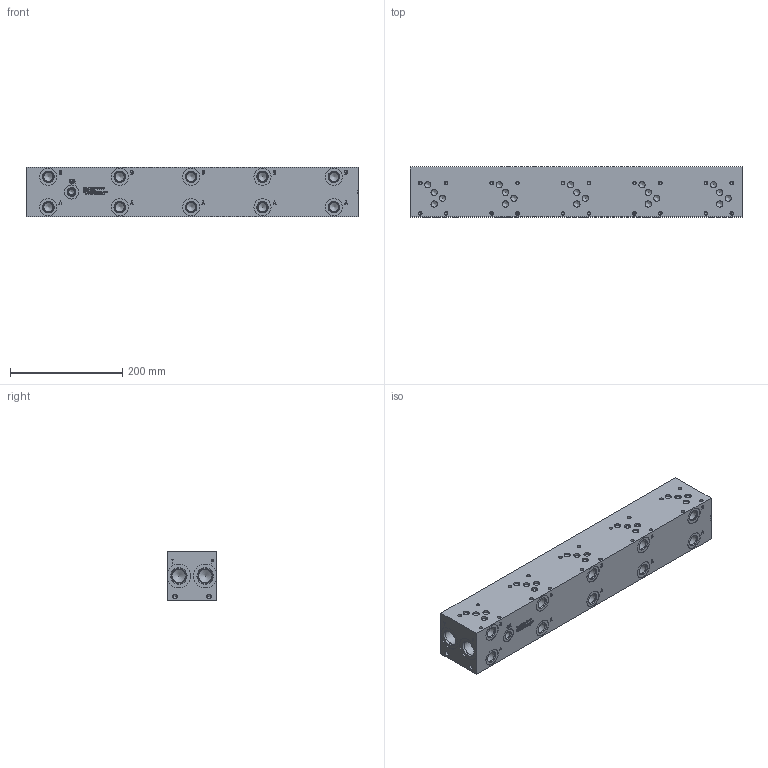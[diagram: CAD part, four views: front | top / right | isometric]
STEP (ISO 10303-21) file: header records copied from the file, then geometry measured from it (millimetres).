
FILE_DESCRIPTION(/* description */ (''),/* implementation_level */ '2;1');
FILE_NAME(/* name */ '_D05P055S_P_.stp',/* time_stamp */ '2021-07-20T15:13:22-04:00',/* author */ ('anthonyv'),/* organization */ (''),/* preprocessor_version */ 'ST-DEVELOPER v18.1',/* originating_system */ 'Autodesk Inventor 2021',/* authorisation */ '');
FILE_SCHEMA (('AUTOMOTIVE_DESIGN { 1 0 10303 214 3 1 1 }'));
Length unit declared in the file: millimetre
Products named in the file (1): Part_AD05P055S_3D
Bounding box: 590.55 x 88.9 x 88.9 mm (x, y, z)
Volume: 4498522.6 mm3; surface area: 263300.2 mm2
Topology: 1 solids, 1 shells, 946 faces, 2583 edges, 1756 vertices
Faces by surface type: plane 488, bspline 211, cylinder 143, cone 104
Full cylindrical faces by diameter (mm): 5.105 x20, 6.35 x20, 6.528 x4, 7.925 x4, 10.719 x1, 11.125 x20, 12.9 x1, 14.275 x1, 14.529 x1, 15.875 x10, 17.501 x10, 19.05 x10, 19.253 x10, 23.012 x4, 24.917 x4, 25.019 x1, 26.99 x2, 27 x2, 27.432 x4, 30.632 x10, 42.037 x4
Entity records: 31568 total; most frequent: CARTESIAN_POINT 7970, ORIENTED_EDGE 5048, DIRECTION 4111, EDGE_CURVE 2524, VERTEX_POINT 1756, LINE 1565, VECTOR 1565, AXIS2_PLACEMENT_3D 1273
